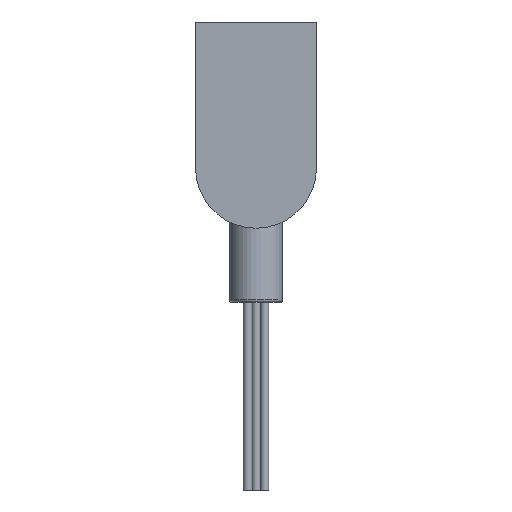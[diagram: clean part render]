
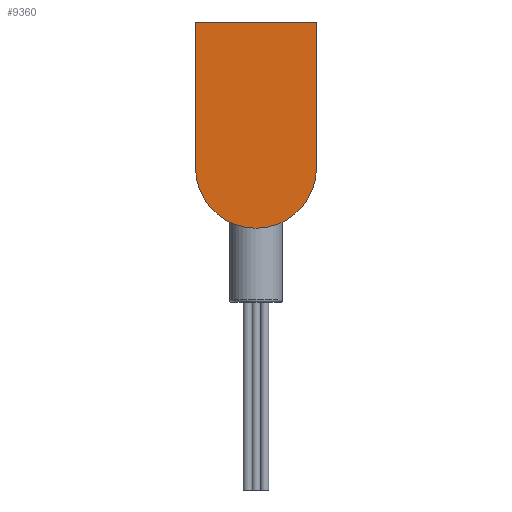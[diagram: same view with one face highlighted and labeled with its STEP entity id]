
A CAD part, front view. The second image highlights one B-rep face of the part: STEP entity #9360.
In plain terms, the highlighted planar face has unit normal (0, -1, 0).
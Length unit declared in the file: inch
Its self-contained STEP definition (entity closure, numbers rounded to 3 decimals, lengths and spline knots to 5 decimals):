
#539=CIRCLE($,#10149,0.003);
#540=CIRCLE($,#10150,0.5);
#1164=PLANE($,#10148);
#1588=FACE_OUTER_BOUND($,#2383,.T.);
#2383=EDGE_LOOP($,(#7354,#7355,#7356,#7357,#7358));
#3162=LINE($,#15975,#3680);
#3164=LINE($,#15981,#3682);
#3165=LINE($,#15983,#3683);
#3680=VECTOR($,#11741,1.203);
#3682=VECTOR($,#11747,0.999);
#3683=VECTOR($,#11748,1.20076);
#4667=VERTEX_POINT($,#15972);
#4668=VERTEX_POINT($,#15974);
#4669=VERTEX_POINT($,#15978);
#4670=VERTEX_POINT($,#15980);
#4671=VERTEX_POINT($,#15982);
#5694=EDGE_CURVE($,#4668,#4667,#3162,.T.);
#5696=EDGE_CURVE($,#4669,#4667,#539,.T.);
#5697=EDGE_CURVE($,#4670,#4669,#3164,.T.);
#5698=EDGE_CURVE($,#4671,#4670,#3165,.T.);
#5699=EDGE_CURVE($,#4668,#4671,#540,.T.);
#7354=ORIENTED_EDGE($,*,*,#5696,.F.);
#7355=ORIENTED_EDGE($,*,*,#5697,.F.);
#7356=ORIENTED_EDGE($,*,*,#5698,.F.);
#7357=ORIENTED_EDGE($,*,*,#5699,.F.);
#7358=ORIENTED_EDGE($,*,*,#5694,.T.);
#9360=ADVANCED_FACE($,(#1588),#1164,.T.);
#10148=AXIS2_PLACEMENT_3D($,#15977,#11743,#11744);
#10149=AXIS2_PLACEMENT_3D($,#15979,#11745,#11746);
#10150=AXIS2_PLACEMENT_3D($,#15984,#11749,#11750);
#11741=DIRECTION($,(0.,0.,1.));
#11743=DIRECTION('center_axis',(0.,-1.,0.));
#11744=DIRECTION('ref_axis',(0.,0.,-1.));
#11745=DIRECTION('center_axis',(0.,-1.,0.));
#11746=DIRECTION('ref_axis',(0.,0.,-1.));
#11747=DIRECTION($,(1.,0.,0.));
#11748=DIRECTION($,(0.,0.,1.));
#11749=DIRECTION('center_axis',(0.,1.,0.));
#11750=DIRECTION('ref_axis',(0.,0.,-1.));
#15972=CARTESIAN_POINT('',(0.5,-0.282,0.003));
#15974=CARTESIAN_POINT('',(0.5,-0.282,-1.2));
#15975=CARTESIAN_POINT($,(0.5,-0.282,-1.2));
#15977=CARTESIAN_POINT('Origin',(-0.5,-0.282,-1.2));
#15978=CARTESIAN_POINT('',(0.499,-0.282,0.00076));
#15979=CARTESIAN_POINT('Origin',(0.497,-0.282,0.003));
#15980=CARTESIAN_POINT('',(-0.5,-0.282,0.00076));
#15981=CARTESIAN_POINT($,(0.5,-0.282,0.00076));
#15982=CARTESIAN_POINT('',(-0.5,-0.282,-1.2));
#15983=CARTESIAN_POINT($,(-0.5,-0.282,-1.2));
#15984=CARTESIAN_POINT('Origin',(0.,-0.282,-1.2));
